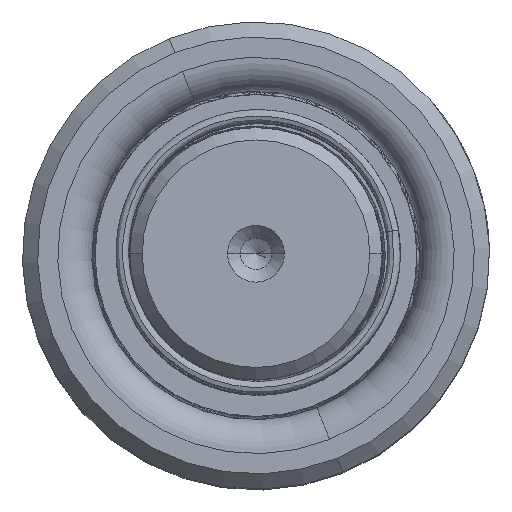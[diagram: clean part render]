
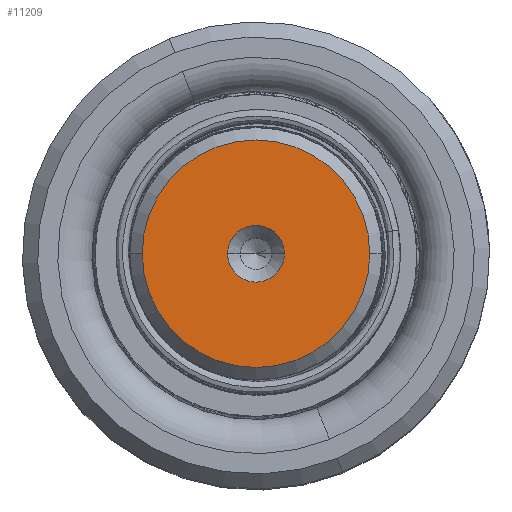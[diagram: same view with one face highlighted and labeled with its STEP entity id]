
A CAD part, top view. The second image highlights one B-rep face of the part: STEP entity #11209.
In plain terms, the highlighted planar face has unit normal (0, 0, 1).
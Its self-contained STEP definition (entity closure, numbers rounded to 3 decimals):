
#592 = EDGE_LOOP ( 'NONE', ( #28397, #22199 ) ) ;
#1071 = DIRECTION ( 'NONE',  ( 1., 0., 0. ) ) ;
#1439 = DIRECTION ( 'NONE',  ( 1., 0., 0. ) ) ;
#1679 = EDGE_CURVE ( 'NONE', #7036, #18732, #12194, .T. ) ;
#1960 = FACE_OUTER_BOUND ( 'NONE', #32076, .T. ) ;
#2223 = CARTESIAN_POINT ( 'NONE',  ( 2.25, 0., 130. ) ) ;
#3619 = CARTESIAN_POINT ( 'NONE',  ( 0., 0., 130. ) ) ;
#3733 = DIRECTION ( 'NONE',  ( 0., 0., 1. ) ) ;
#4701 = CARTESIAN_POINT ( 'NONE',  ( -9.009, 0., 130. ) ) ;
#7036 = VERTEX_POINT ( 'NONE', #4701 ) ;
#7362 = AXIS2_PLACEMENT_3D ( 'NONE', #25472, #19463, #27813 ) ;
#7553 = CIRCLE ( 'NONE', #13736, 2.25 ) ;
#8820 = AXIS2_PLACEMENT_3D ( 'NONE', #34729, #31667, #1071 ) ;
#8871 = CARTESIAN_POINT ( 'NONE',  ( 9.009, 0., 130. ) ) ;
#9383 = DIRECTION ( 'NONE',  ( 1., 0., 0. ) ) ;
#10512 = VERTEX_POINT ( 'NONE', #2223 ) ;
#11194 = DIRECTION ( 'NONE',  ( 0., 0., 1. ) ) ;
#11209 = ADVANCED_FACE ( 'NONE', ( #21184, #1960 ), #28968, .T. ) ;
#12194 = CIRCLE ( 'NONE', #35084, 9.009 ) ;
#12390 = CIRCLE ( 'NONE', #8820, 9.009 ) ;
#12430 = CARTESIAN_POINT ( 'NONE',  ( 0., 0., 130. ) ) ;
#13721 = EDGE_CURVE ( 'NONE', #18732, #7036, #12390, .T. ) ;
#13736 = AXIS2_PLACEMENT_3D ( 'NONE', #3619, #11194, #9383 ) ;
#14565 = CIRCLE ( 'NONE', #7362, 2.25 ) ;
#14571 = EDGE_CURVE ( 'NONE', #35734, #10512, #7553, .T. ) ;
#17469 = CARTESIAN_POINT ( 'NONE',  ( 0., 0., 130. ) ) ;
#18732 = VERTEX_POINT ( 'NONE', #8871 ) ;
#19463 = DIRECTION ( 'NONE',  ( 0., 0., 1. ) ) ;
#20537 = DIRECTION ( 'NONE',  ( 0., 0., 1. ) ) ;
#21184 = FACE_BOUND ( 'NONE', #592, .T. ) ;
#21479 = CARTESIAN_POINT ( 'NONE',  ( -2.25, 0., 130. ) ) ;
#22199 = ORIENTED_EDGE ( 'NONE', *, *, #14571, .F. ) ;
#23113 = DIRECTION ( 'NONE',  ( 1., 0., 0. ) ) ;
#25472 = CARTESIAN_POINT ( 'NONE',  ( 0., 0., 130. ) ) ;
#26999 = ORIENTED_EDGE ( 'NONE', *, *, #13721, .T. ) ;
#27813 = DIRECTION ( 'NONE',  ( 1., 0., 0. ) ) ;
#28068 = ORIENTED_EDGE ( 'NONE', *, *, #1679, .T. ) ;
#28397 = ORIENTED_EDGE ( 'NONE', *, *, #35186, .F. ) ;
#28968 = PLANE ( 'NONE',  #35318 ) ;
#31667 = DIRECTION ( 'NONE',  ( 0., 0., 1. ) ) ;
#32076 = EDGE_LOOP ( 'NONE', ( #28068, #26999 ) ) ;
#34729 = CARTESIAN_POINT ( 'NONE',  ( 0., 0., 130. ) ) ;
#35084 = AXIS2_PLACEMENT_3D ( 'NONE', #17469, #20537, #23113 ) ;
#35186 = EDGE_CURVE ( 'NONE', #10512, #35734, #14565, .T. ) ;
#35318 = AXIS2_PLACEMENT_3D ( 'NONE', #12430, #3733, #1439 ) ;
#35734 = VERTEX_POINT ( 'NONE', #21479 ) ;
